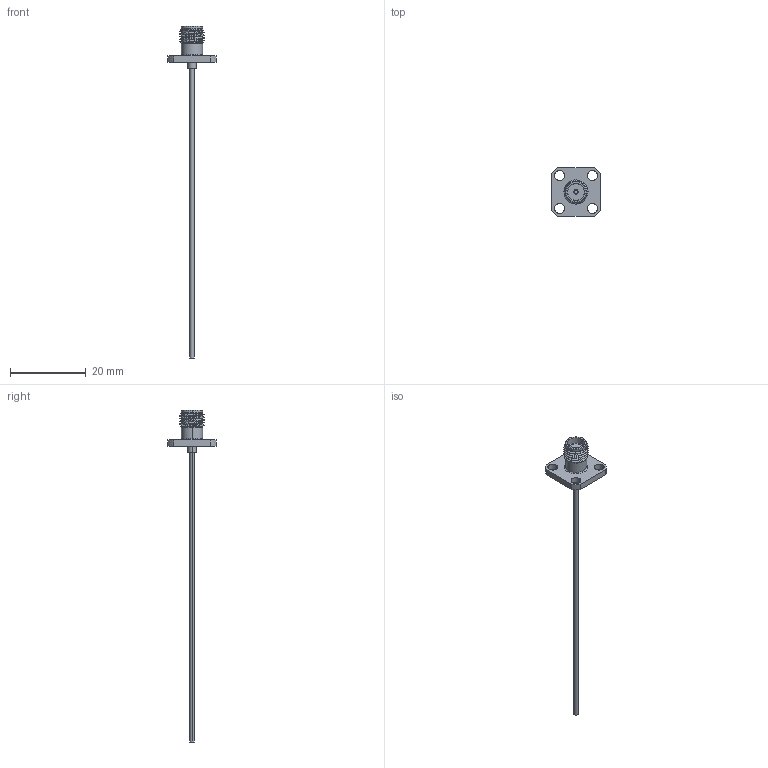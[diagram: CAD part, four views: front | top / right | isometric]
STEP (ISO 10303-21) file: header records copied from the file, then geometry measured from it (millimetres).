
FILE_DESCRIPTION (( 'STEP AP214' ), '1' );
FILE_NAME ('FMCA2389.step', '2021-07-12T16:17:59', ( '' ), ( '' ), 'SwSTEP 2.0', 'SolidWorks 2020', '' );
FILE_SCHEMA (( 'AUTOMOTIVE_DESIGN' ));
Length unit declared in the file: inch
Products named in the file (3): FM-SR047FL^FMCA2389_Straight cut; FMCN1737^FMCA2389; FMCA2389
Assembly tree (2 placements, depth 2):
  FMCA2389
    FM-SR047FL^FMCA2389_Straight cut
    FMCN1737^FMCA2389
Bounding box: 12.7 x 12.7 x 87.38 mm (x, y, z)
Volume: 482.7 mm3; surface area: 930.4 mm2
Topology: 2 solids, 2 shells, 75 faces, 174 edges, 111 vertices
Faces by surface type: cylinder 42, plane 16, cone 10, torus 4, bspline 3
Entity records: 3465 total; most frequent: CARTESIAN_POINT 1539, DIRECTION 365, ORIENTED_EDGE 348, EDGE_CURVE 174, AXIS2_PLACEMENT_3D 152, VERTEX_POINT 111, EDGE_LOOP 91, FACE_OUTER_BOUND 75
